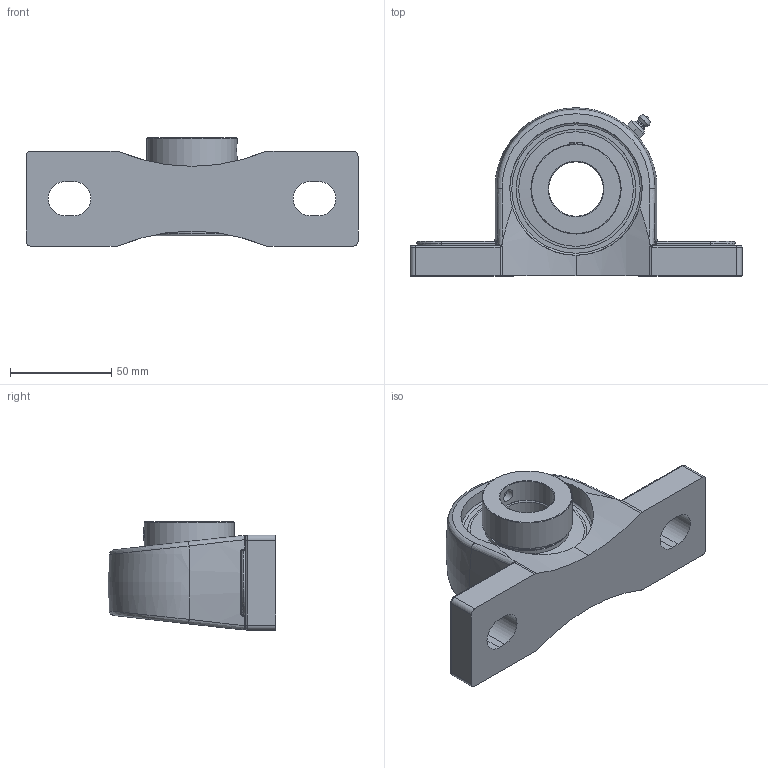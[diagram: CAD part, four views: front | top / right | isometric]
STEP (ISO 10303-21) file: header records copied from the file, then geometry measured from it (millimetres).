
FILE_DESCRIPTION(('HOOPS Exchange Step'),'2;1');
FILE_NAME('export-D91898BA-31C9-49EE-9404-896060613A85.stp','2019-12-13T13:53:15-08:00',('ibuslach'),('Alibre'),'HOOPS Exchange 2019.2','Alibre','Unknown authorisation');
FILE_SCHEMA( ('AP242_MANAGED_MODEL_BASED_3D_ENGINEERING_MIM_LF {1 0 10303 442 1 1 4 }') );
Length unit declared in the file: centimetre
Products named in the file (8): MRN SP 206 (NO LETTER CAST); UCP ZERK 5mm; SHC 206-18 Flinger; SHC 206-17 Collar; SHC 206-17 Races; SHC 204 SS; MRN SHC 206-17; MRN SHCP 206-17
Assembly tree (7 placements, depth 3):
  MRN SHCP 206-17
    MRN SP 206 (NO LETTER CAST)
    UCP ZERK 5mm
    MRN SHC 206-17
      SHC 206-18 Flinger
      SHC 206-17 Collar
      SHC 206-17 Races
      SHC 204 SS
Bounding box: 164 x 82.95 x 53.6 mm (x, y, z)
Volume: 210712.6 mm3; surface area: 67757.5 mm2
Topology: 9 solids, 9 shells, 228 faces, 624 edges, 399 vertices
Faces by surface type: cylinder 74, plane 61, torus 34, bspline 22, cone 20, sphere 17
Full cylindrical faces by diameter (mm): 2.005 x2, 5 x2, 6.35 x3, 26.988 x2, 35.624 x1, 37.631 x1, 40.64 x4, 41.656 x2, 44.5 x1, 55.093 x2, 56.642 x4, 65.428 x2
Entity records: 16666 total; most frequent: CARTESIAN_POINT 10865, ORIENTED_EDGE 1192, DIRECTION 1188, EDGE_CURVE 596, AXIS2_PLACEMENT_3D 504, VERTEX_POINT 389, CIRCLE 259, EDGE_LOOP 255
